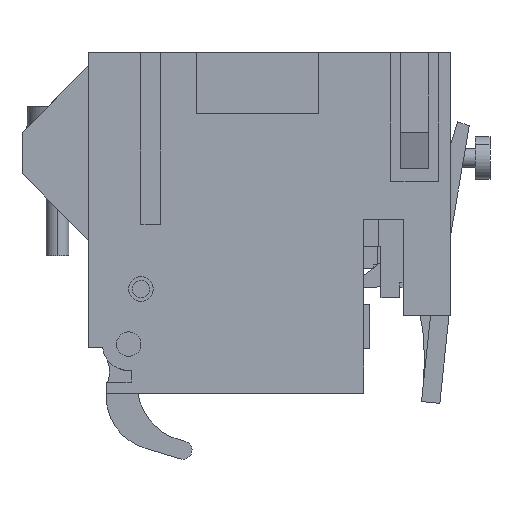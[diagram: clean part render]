
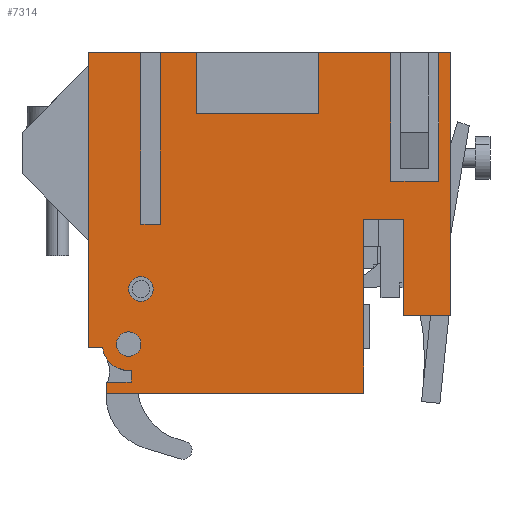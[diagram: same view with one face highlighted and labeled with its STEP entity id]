
A CAD part, left-side view. The second image highlights one B-rep face of the part: STEP entity #7314.
In plain terms, the highlighted planar face has unit normal (-1, 0, 0).
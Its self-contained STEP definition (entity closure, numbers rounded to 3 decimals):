
#118=DIRECTION('',(0.,1.,0.));
#119=VECTOR('',#118,5.9);
#120=CARTESIAN_POINT('',(1.,8.053,33.2));
#121=LINE('',#120,#119);
#146=DIRECTION('',(0.,1.,0.));
#147=VECTOR('',#146,2.9);
#148=CARTESIAN_POINT('',(1.,23.953,33.2));
#149=LINE('',#148,#147);
#279=DIRECTION('',(0.,1.,0.));
#280=VECTOR('',#279,1.);
#281=CARTESIAN_POINT('',(1.,3.153,33.2));
#282=LINE('',#281,#280);
#342=DIRECTION('',(0.,0.,-1.));
#343=VECTOR('',#342,10.492);
#344=CARTESIAN_POINT('',(1.,8.053,33.2));
#345=LINE('',#344,#343);
#349=DIRECTION('',(0.,-1.,0.));
#350=VECTOR('',#349,3.9);
#351=CARTESIAN_POINT('',(1.,8.053,22.708));
#352=LINE('',#351,#350);
#356=DIRECTION('',(0.,0.,-1.));
#357=VECTOR('',#356,10.492);
#358=CARTESIAN_POINT('',(1.,4.153,33.2));
#359=LINE('',#358,#357);
#363=DIRECTION('',(0.,0.,-1.));
#364=VECTOR('',#363,21.492);
#365=CARTESIAN_POINT('',(1.,3.153,33.2));
#366=LINE('',#365,#364);
#370=DIRECTION('',(0.,0.,1.));
#371=VECTOR('',#370,7.9);
#372=CARTESIAN_POINT('',(1.,7.053,11.708));
#373=LINE('',#372,#371);
#377=DIRECTION('',(0.,1.,0.));
#378=VECTOR('',#377,3.2);
#379=CARTESIAN_POINT('',(1.,7.053,19.608));
#380=LINE('',#379,#378);
#384=DIRECTION('',(0.,0.,-1.));
#385=VECTOR('',#384,14.2);
#386=CARTESIAN_POINT('',(1.,10.253,19.608));
#387=LINE('',#386,#385);
#391=DIRECTION('',(0.,1.,0.));
#392=VECTOR('',#391,21.);
#393=CARTESIAN_POINT('',(1.,10.253,5.408));
#394=LINE('',#393,#392);
#398=DIRECTION('',(0.,0.,1.));
#399=VECTOR('',#398,0.9);
#400=CARTESIAN_POINT('',(1.,31.253,5.408));
#401=LINE('',#400,#399);
#405=DIRECTION('',(0.,-1.,0.));
#406=VECTOR('',#405,2.);
#407=CARTESIAN_POINT('',(1.,31.253,6.308));
#408=LINE('',#407,#406);
#412=DIRECTION('',(0.,0.,1.));
#413=VECTOR('',#412,0.959);
#414=CARTESIAN_POINT('',(1.,29.253,6.308));
#415=LINE('',#414,#413);
#419=CARTESIAN_POINT('',(1.,29.453,9.408));
#420=DIRECTION('',(-1.,0.,0.));
#421=DIRECTION('',(0.,0.99,-0.14));
#422=AXIS2_PLACEMENT_3D('',#419,#420,#421);
#427=DIRECTION('',(0.,-1.,0.));
#428=VECTOR('',#427,1.171);
#429=CARTESIAN_POINT('',(1.,32.753,9.108));
#430=LINE('',#429,#428);
#434=DIRECTION('',(0.,-1.,0.));
#435=VECTOR('',#434,4.3);
#436=CARTESIAN_POINT('',(1.,32.753,33.2));
#437=LINE('',#436,#435);
#441=DIRECTION('',(0.,0.,-1.));
#442=VECTOR('',#441,14.);
#443=CARTESIAN_POINT('',(1.,28.453,33.2));
#444=LINE('',#443,#442);
#448=DIRECTION('',(0.,0.,-1.));
#449=VECTOR('',#448,4.992);
#450=CARTESIAN_POINT('',(1.,23.953,33.2));
#451=LINE('',#450,#449);
#455=DIRECTION('',(0.,-1.,0.));
#456=VECTOR('',#455,10.);
#457=CARTESIAN_POINT('',(1.,23.953,28.208));
#458=LINE('',#457,#456);
#462=DIRECTION('',(0.,0.,-1.));
#463=VECTOR('',#462,4.992);
#464=CARTESIAN_POINT('',(1.,13.953,33.2));
#465=LINE('',#464,#463);
#490=CARTESIAN_POINT('',(1.,29.453,9.408));
#491=DIRECTION('',(-1.,0.,0.));
#492=DIRECTION('',(0.,1.,0.));
#493=AXIS2_PLACEMENT_3D('',#490,#491,#492);
#498=CARTESIAN_POINT('',(1.,29.453,9.408));
#499=DIRECTION('',(-1.,0.,0.));
#500=DIRECTION('',(0.,-1.,0.));
#501=AXIS2_PLACEMENT_3D('',#498,#499,#500);
#506=CARTESIAN_POINT('',(1.,28.453,13.908));
#507=DIRECTION('',(-1.,0.,0.));
#508=DIRECTION('',(0.,-1.,0.));
#509=AXIS2_PLACEMENT_3D('',#506,#507,#508);
#514=CARTESIAN_POINT('',(1.,28.453,13.908));
#515=DIRECTION('',(-1.,0.,0.));
#516=DIRECTION('',(0.,1.,0.));
#517=AXIS2_PLACEMENT_3D('',#514,#515,#516);
#2231=DIRECTION('',(0.,-1.,0.));
#2232=VECTOR('',#2231,3.9);
#2233=CARTESIAN_POINT('',(1.,7.053,11.708));
#2234=LINE('',#2233,#2232);
#3241=DIRECTION('',(0.,0.,1.));
#3242=VECTOR('',#3241,24.092);
#3243=CARTESIAN_POINT('',(1.,32.753,9.108));
#3244=LINE('',#3243,#3242);
#5815=DIRECTION('',(0.,-1.,0.));
#5816=VECTOR('',#5815,1.6);
#5817=CARTESIAN_POINT('',(1.,28.453,19.2));
#5818=LINE('',#5817,#5816);
#5850=DIRECTION('',(0.,0.,-1.));
#5851=VECTOR('',#5850,14.);
#5852=CARTESIAN_POINT('',(1.,26.853,33.2));
#5853=LINE('',#5852,#5851);
#6055=CARTESIAN_POINT('',(1.,26.853,33.2));
#6057=VERTEX_POINT('',#6055);
#6059=CARTESIAN_POINT('',(1.,28.453,33.2));
#6061=VERTEX_POINT('',#6059);
#6070=CARTESIAN_POINT('',(1.,23.953,33.2));
#6071=VERTEX_POINT('',#6070);
#6072=CARTESIAN_POINT('',(1.,13.953,33.2));
#6073=VERTEX_POINT('',#6072);
#6074=CARTESIAN_POINT('',(1.,23.953,28.208));
#6075=VERTEX_POINT('',#6074);
#6076=CARTESIAN_POINT('',(1.,13.953,28.208));
#6077=VERTEX_POINT('',#6076);
#6096=CARTESIAN_POINT('',(1.,32.753,33.2));
#6097=VERTEX_POINT('',#6096);
#6128=CARTESIAN_POINT('',(1.,32.753,9.108));
#6130=VERTEX_POINT('',#6128);
#6132=CARTESIAN_POINT('',(1.,31.253,6.308));
#6133=CARTESIAN_POINT('',(1.,29.253,6.308));
#6134=VERTEX_POINT('',#6132);
#6135=VERTEX_POINT('',#6133);
#6136=CARTESIAN_POINT('',(1.,29.253,7.268));
#6137=VERTEX_POINT('',#6136);
#6138=CARTESIAN_POINT('',(1.,31.582,9.108));
#6139=VERTEX_POINT('',#6138);
#6140=CARTESIAN_POINT('',(1.,31.253,5.408));
#6141=VERTEX_POINT('',#6140);
#6142=CARTESIAN_POINT('',(1.,7.053,11.708));
#6143=CARTESIAN_POINT('',(1.,7.053,19.608));
#6144=VERTEX_POINT('',#6142);
#6145=VERTEX_POINT('',#6143);
#6146=CARTESIAN_POINT('',(1.,10.253,19.608));
#6147=VERTEX_POINT('',#6146);
#6148=CARTESIAN_POINT('',(1.,10.253,5.408));
#6149=VERTEX_POINT('',#6148);
#6158=CARTESIAN_POINT('',(1.,3.153,33.2));
#6159=CARTESIAN_POINT('',(1.,3.153,11.708));
#6160=VERTEX_POINT('',#6158);
#6161=VERTEX_POINT('',#6159);
#6762=CARTESIAN_POINT('',(1.,26.853,19.2));
#6763=VERTEX_POINT('',#6762);
#6764=CARTESIAN_POINT('',(1.,28.453,19.2));
#6765=VERTEX_POINT('',#6764);
#7016=CARTESIAN_POINT('',(1.,8.053,33.2));
#7017=VERTEX_POINT('',#7016);
#7018=CARTESIAN_POINT('',(1.,4.153,33.2));
#7019=VERTEX_POINT('',#7018);
#7024=CARTESIAN_POINT('',(1.,8.053,22.708));
#7025=VERTEX_POINT('',#7024);
#7026=CARTESIAN_POINT('',(1.,4.153,22.708));
#7027=VERTEX_POINT('',#7026);
#7048=CARTESIAN_POINT('',(1.,30.453,9.408));
#7049=CARTESIAN_POINT('',(1.,28.453,9.408));
#7050=VERTEX_POINT('',#7048);
#7051=VERTEX_POINT('',#7049);
#7052=CARTESIAN_POINT('',(1.,27.453,13.908));
#7053=CARTESIAN_POINT('',(1.,29.453,13.908));
#7054=VERTEX_POINT('',#7052);
#7055=VERTEX_POINT('',#7053);
#7250=CARTESIAN_POINT('',(1.,31.753,33.2));
#7251=DIRECTION('',(1.,0.,0.));
#7252=DIRECTION('',(0.,1.,0.));
#7253=AXIS2_PLACEMENT_3D('',#7250,#7251,#7252);
#7254=PLANE('',#7253);
#7256=ORIENTED_EDGE('',*,*,#7255,.T.);
#7258=ORIENTED_EDGE('',*,*,#7257,.T.);
#7259=ORIENTED_EDGE('',*,*,#7242,.F.);
#7260=ORIENTED_EDGE('',*,*,#7207,.F.);
#7262=ORIENTED_EDGE('',*,*,#7261,.T.);
#7264=ORIENTED_EDGE('',*,*,#7263,.F.);
#7266=ORIENTED_EDGE('',*,*,#7265,.T.);
#7268=ORIENTED_EDGE('',*,*,#7267,.T.);
#7270=ORIENTED_EDGE('',*,*,#7269,.T.);
#7272=ORIENTED_EDGE('',*,*,#7271,.T.);
#7274=ORIENTED_EDGE('',*,*,#7273,.T.);
#7276=ORIENTED_EDGE('',*,*,#7275,.T.);
#7278=ORIENTED_EDGE('',*,*,#7277,.T.);
#7280=ORIENTED_EDGE('',*,*,#7279,.F.);
#7282=ORIENTED_EDGE('',*,*,#7281,.F.);
#7284=ORIENTED_EDGE('',*,*,#7283,.T.);
#7285=ORIENTED_EDGE('',*,*,#7171,.T.);
#7287=ORIENTED_EDGE('',*,*,#7286,.T.);
#7289=ORIENTED_EDGE('',*,*,#7288,.T.);
#7291=ORIENTED_EDGE('',*,*,#7290,.F.);
#7292=ORIENTED_EDGE('',*,*,#7163,.F.);
#7294=ORIENTED_EDGE('',*,*,#7293,.T.);
#7296=ORIENTED_EDGE('',*,*,#7295,.T.);
#7298=ORIENTED_EDGE('',*,*,#7297,.F.);
#7299=ORIENTED_EDGE('',*,*,#7155,.F.);
#7300=EDGE_LOOP('',(#7256,#7258,#7259,#7260,#7262,#7264,#7266,#7268,#7270,#7272,
#7274,#7276,#7278,#7280,#7282,#7284,#7285,#7287,#7289,#7291,#7292,#7294,#7296,
#7298,#7299));
#7301=FACE_OUTER_BOUND('',#7300,.F.);
#7303=ORIENTED_EDGE('',*,*,#7302,.T.);
#7305=ORIENTED_EDGE('',*,*,#7304,.T.);
#7306=EDGE_LOOP('',(#7303,#7305));
#7307=FACE_BOUND('',#7306,.F.);
#7309=ORIENTED_EDGE('',*,*,#7308,.T.);
#7311=ORIENTED_EDGE('',*,*,#7310,.T.);
#7312=EDGE_LOOP('',(#7309,#7311));
#7313=FACE_BOUND('',#7312,.F.);
#423=CIRCLE('',#422,2.15);
#494=CIRCLE('',#493,1.);
#502=CIRCLE('',#501,1.);
#510=CIRCLE('',#509,1.);
#518=CIRCLE('',#517,1.);
#7155=EDGE_CURVE('',#7017,#6073,#121,.T.);
#7163=EDGE_CURVE('',#6071,#6057,#149,.T.);
#7171=EDGE_CURVE('',#6097,#6061,#437,.T.);
#7207=EDGE_CURVE('',#6160,#7019,#282,.T.);
#7242=EDGE_CURVE('',#7019,#7027,#359,.T.);
#7255=EDGE_CURVE('',#7017,#7025,#345,.T.);
#7257=EDGE_CURVE('',#7025,#7027,#352,.T.);
#7261=EDGE_CURVE('',#6160,#6161,#366,.T.);
#7263=EDGE_CURVE('',#6144,#6161,#2234,.T.);
#7265=EDGE_CURVE('',#6144,#6145,#373,.T.);
#7267=EDGE_CURVE('',#6145,#6147,#380,.T.);
#7269=EDGE_CURVE('',#6147,#6149,#387,.T.);
#7271=EDGE_CURVE('',#6149,#6141,#394,.T.);
#7273=EDGE_CURVE('',#6141,#6134,#401,.T.);
#7275=EDGE_CURVE('',#6134,#6135,#408,.T.);
#7277=EDGE_CURVE('',#6135,#6137,#415,.T.);
#7279=EDGE_CURVE('',#6139,#6137,#423,.T.);
#7281=EDGE_CURVE('',#6130,#6139,#430,.T.);
#7283=EDGE_CURVE('',#6130,#6097,#3244,.T.);
#7286=EDGE_CURVE('',#6061,#6765,#444,.T.);
#7288=EDGE_CURVE('',#6765,#6763,#5818,.T.);
#7290=EDGE_CURVE('',#6057,#6763,#5853,.T.);
#7293=EDGE_CURVE('',#6071,#6075,#451,.T.);
#7295=EDGE_CURVE('',#6075,#6077,#458,.T.);
#7297=EDGE_CURVE('',#6073,#6077,#465,.T.);
#7302=EDGE_CURVE('',#7050,#7051,#494,.T.);
#7304=EDGE_CURVE('',#7051,#7050,#502,.T.);
#7308=EDGE_CURVE('',#7054,#7055,#510,.T.);
#7310=EDGE_CURVE('',#7055,#7054,#518,.T.);
#7314=ADVANCED_FACE('',(#7301,#7307,#7313),#7254,.F.);
